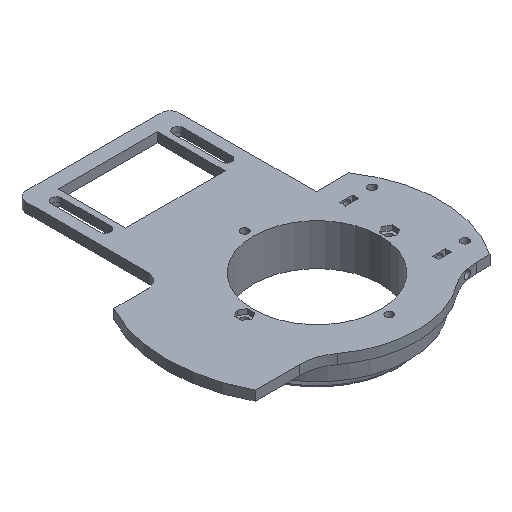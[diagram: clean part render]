
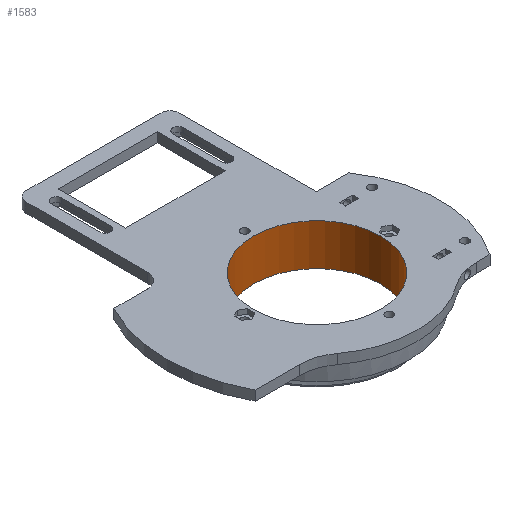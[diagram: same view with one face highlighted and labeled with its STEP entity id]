
A CAD part, isometric view. The second image highlights one B-rep face of the part: STEP entity #1583.
In plain terms, the highlighted cylindrical face has radius 26.303 mm (diameter 52.606 mm), a full revolution.
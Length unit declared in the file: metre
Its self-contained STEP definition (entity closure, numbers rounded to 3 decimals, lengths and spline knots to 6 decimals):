
#463=ORIENTED_EDGE('',*,*,#908,.F.);
#464=ORIENTED_EDGE('',*,*,#909,.T.);
#908=EDGE_CURVE('',#1130,#1130,#1254,.T.);
#909=EDGE_CURVE('',#1131,#1131,#1255,.T.);
#1130=VERTEX_POINT('',#2408);
#1131=VERTEX_POINT('',#2410);
#1254=CIRCLE('',#1711,0.026303);
#1255=CIRCLE('',#1712,0.026303);
#1302=EDGE_LOOP('',(#463));
#1303=EDGE_LOOP('',(#464));
#1436=FACE_BOUND('',#1302,.T.);
#1437=FACE_BOUND('',#1303,.T.);
#1557=CYLINDRICAL_SURFACE('',#1710,0.026303);
#1583=ADVANCED_FACE('',(#1436,#1437),#1557,.F.);
#1710=AXIS2_PLACEMENT_3D('',#2406,#1922,#1923);
#1711=AXIS2_PLACEMENT_3D('',#2407,#1924,#1925);
#1712=AXIS2_PLACEMENT_3D('',#2409,#1926,#1927);
#1922=DIRECTION('',(0.,0.,1.));
#1923=DIRECTION('',(1.,0.,0.));
#1924=DIRECTION('',(0.,0.,1.));
#1925=DIRECTION('',(1.,0.,0.));
#1926=DIRECTION('',(0.,0.,1.));
#1927=DIRECTION('',(1.,0.,0.));
#2406=CARTESIAN_POINT('',(0.,0.,-0.003973));
#2407=CARTESIAN_POINT('',(0.,0.,0.));
#2408=CARTESIAN_POINT('',(0.026303,0.,0.));
#2409=CARTESIAN_POINT('',(0.,0.,0.017161));
#2410=CARTESIAN_POINT('',(0.026303,0.,0.017161));
